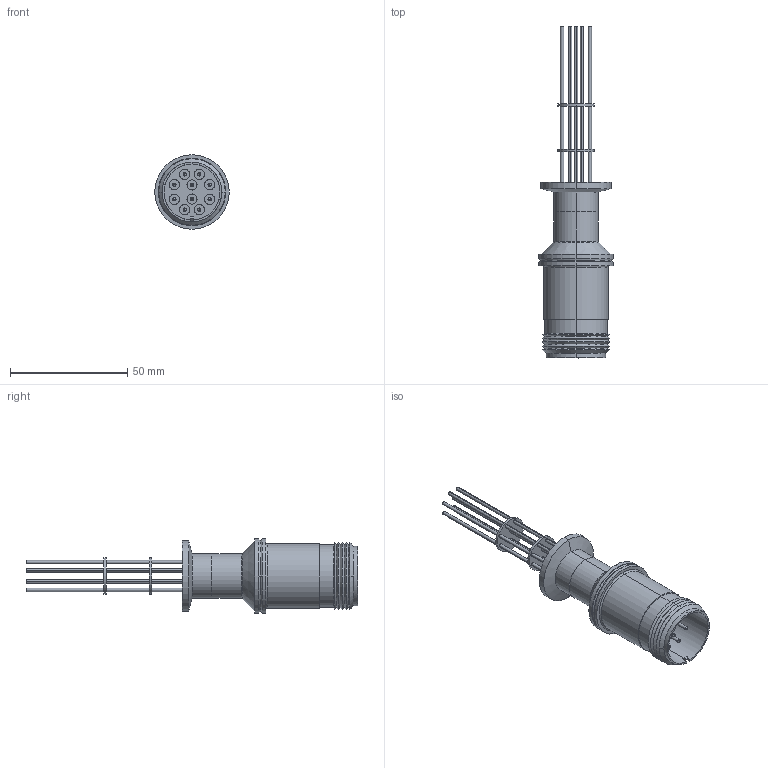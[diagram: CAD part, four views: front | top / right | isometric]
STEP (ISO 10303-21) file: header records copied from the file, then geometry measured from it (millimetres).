
FILE_DESCRIPTION (( 'STEP AP203' ), '1' );
FILE_NAME ('A0197-11-QF.STEP', '2013-04-08T16:51:22', ( '' ), ( '' ), 'SwSTEP 2.0', 'SolidWorks 2012', '' );
FILE_SCHEMA (( 'CONFIG_CONTROL_DESIGN' ));
Length unit declared in the file: inch
Products named in the file (1): A0197-11-QF
Bounding box: 31.75 x 141.48 x 31.75 mm (x, y, z)
Volume: 14988.4 mm3; surface area: 24325.7 mm2
Topology: 1 solids, 1 shells, 411 faces, 984 edges, 644 vertices
Faces by surface type: cylinder 212, torus 90, plane 83, cone 26
Entity records: 14440 total; most frequent: CARTESIAN_POINT 4297, DIRECTION 2326, ORIENTED_EDGE 1968, AXIS2_PLACEMENT_3D 1034, EDGE_CURVE 984, VERTEX_POINT 644, CIRCLE 622, EDGE_LOOP 524
